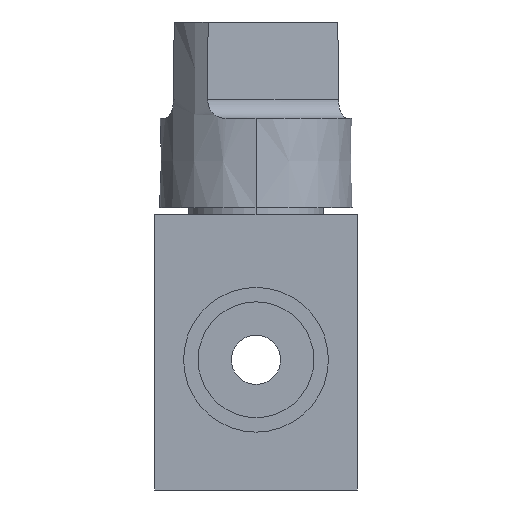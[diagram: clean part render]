
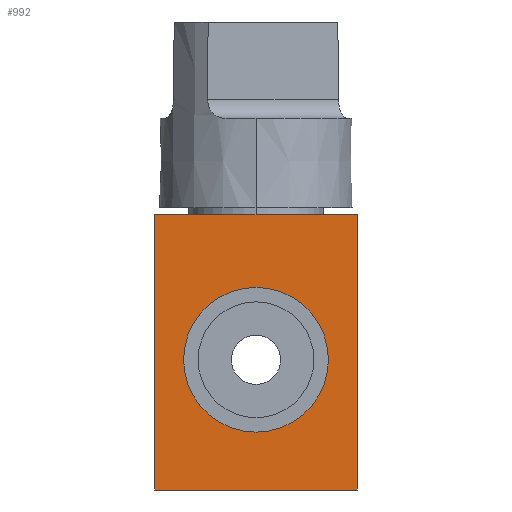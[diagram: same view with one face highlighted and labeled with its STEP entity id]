
A CAD part, left-side view. The second image highlights one B-rep face of the part: STEP entity #992.
In plain terms, the highlighted planar face has unit normal (-1, 0, 0).
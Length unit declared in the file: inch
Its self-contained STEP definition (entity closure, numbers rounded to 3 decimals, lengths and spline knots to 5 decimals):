
#7 = LINE ( 'NONE', #707, #2420 ) ;
#35 = VERTEX_POINT ( 'NONE', #2663 ) ;
#78 = LINE ( 'NONE', #2505, #1948 ) ;
#151 = CARTESIAN_POINT ( 'NONE',  ( -0.45, 0.35, 0.475 ) ) ;
#162 = AXIS2_PLACEMENT_3D ( 'NONE', #612, #629, #1738 ) ;
#272 = ORIENTED_EDGE ( 'NONE', *, *, #1417, .F. ) ;
#314 = VECTOR ( 'NONE', #2397, 39.37008 ) ;
#374 = EDGE_CURVE ( 'NONE', #1397, #1663, #1686, .T. ) ;
#403 = LINE ( 'NONE', #1507, #314 ) ;
#428 = ORIENTED_EDGE ( 'NONE', *, *, #553, .F. ) ;
#543 = DIRECTION ( 'NONE',  ( 0., 0., -1. ) ) ;
#548 = DIRECTION ( 'NONE',  ( 0., 0., -1. ) ) ;
#553 = EDGE_CURVE ( 'NONE', #916, #1411, #78, .T. ) ;
#592 = DIRECTION ( 'NONE',  ( -1., 0., 0. ) ) ;
#612 = CARTESIAN_POINT ( 'NONE',  ( -0.45, 0., -0.025 ) ) ;
#629 = DIRECTION ( 'NONE',  ( -1., 0., 0. ) ) ;
#707 = CARTESIAN_POINT ( 'NONE',  ( -0.45, 0.35, -0.475 ) ) ;
#728 = EDGE_CURVE ( 'NONE', #1663, #1411, #7, .T. ) ;
#771 = VECTOR ( 'NONE', #548, 39.37008 ) ;
#772 = CARTESIAN_POINT ( 'NONE',  ( -0.45, -0.35, 0.475 ) ) ;
#822 = ORIENTED_EDGE ( 'NONE', *, *, #1436, .F. ) ;
#847 = FACE_BOUND ( 'NONE', #2682, .T. ) ;
#916 = VERTEX_POINT ( 'NONE', #772 ) ;
#992 = ADVANCED_FACE ( 'NONE', ( #847, #1965 ), #1729, .T. ) ;
#1039 = CARTESIAN_POINT ( 'NONE',  ( -0.45, 0., -0.025 ) ) ;
#1282 = CARTESIAN_POINT ( 'NONE',  ( -0.45, 0.35, 0.475 ) ) ;
#1299 = DIRECTION ( 'NONE',  ( 0., 0., 1. ) ) ;
#1341 = AXIS2_PLACEMENT_3D ( 'NONE', #151, #2421, #2199 ) ;
#1397 = VERTEX_POINT ( 'NONE', #1282 ) ;
#1411 = VERTEX_POINT ( 'NONE', #2623 ) ;
#1417 = EDGE_CURVE ( 'NONE', #35, #1790, #2723, .T. ) ;
#1436 = EDGE_CURVE ( 'NONE', #1790, #35, #1807, .T. ) ;
#1507 = CARTESIAN_POINT ( 'NONE',  ( -0.45, 0.35, 0.475 ) ) ;
#1663 = VERTEX_POINT ( 'NONE', #2299 ) ;
#1686 = LINE ( 'NONE', #2812, #771 ) ;
#1729 = PLANE ( 'NONE',  #1341 ) ;
#1738 = DIRECTION ( 'NONE',  ( 0., 0., 1. ) ) ;
#1790 = VERTEX_POINT ( 'NONE', #2856 ) ;
#1807 = CIRCLE ( 'NONE', #2277, 0.25 ) ;
#1948 = VECTOR ( 'NONE', #543, 39.37008 ) ;
#1965 = FACE_OUTER_BOUND ( 'NONE', #2086, .T. ) ;
#2054 = ORIENTED_EDGE ( 'NONE', *, *, #374, .T. ) ;
#2062 = EDGE_CURVE ( 'NONE', #1397, #916, #403, .T. ) ;
#2086 = EDGE_LOOP ( 'NONE', ( #428, #2599, #2054, #2202 ) ) ;
#2199 = DIRECTION ( 'NONE',  ( 0., 0., 1. ) ) ;
#2202 = ORIENTED_EDGE ( 'NONE', *, *, #728, .T. ) ;
#2277 = AXIS2_PLACEMENT_3D ( 'NONE', #1039, #592, #1299 ) ;
#2299 = CARTESIAN_POINT ( 'NONE',  ( -0.45, 0.35, -0.475 ) ) ;
#2397 = DIRECTION ( 'NONE',  ( 0., -1., 0. ) ) ;
#2420 = VECTOR ( 'NONE', #2470, 39.37008 ) ;
#2421 = DIRECTION ( 'NONE',  ( -1., 0., 0. ) ) ;
#2470 = DIRECTION ( 'NONE',  ( 0., -1., 0. ) ) ;
#2505 = CARTESIAN_POINT ( 'NONE',  ( -0.45, -0.35, 0.475 ) ) ;
#2599 = ORIENTED_EDGE ( 'NONE', *, *, #2062, .F. ) ;
#2623 = CARTESIAN_POINT ( 'NONE',  ( -0.45, -0.35, -0.475 ) ) ;
#2663 = CARTESIAN_POINT ( 'NONE',  ( -0.45, 0., 0.225 ) ) ;
#2682 = EDGE_LOOP ( 'NONE', ( #822, #272 ) ) ;
#2723 = CIRCLE ( 'NONE', #162, 0.25 ) ;
#2812 = CARTESIAN_POINT ( 'NONE',  ( -0.45, 0.35, 0.475 ) ) ;
#2856 = CARTESIAN_POINT ( 'NONE',  ( -0.45, 0., -0.275 ) ) ;
